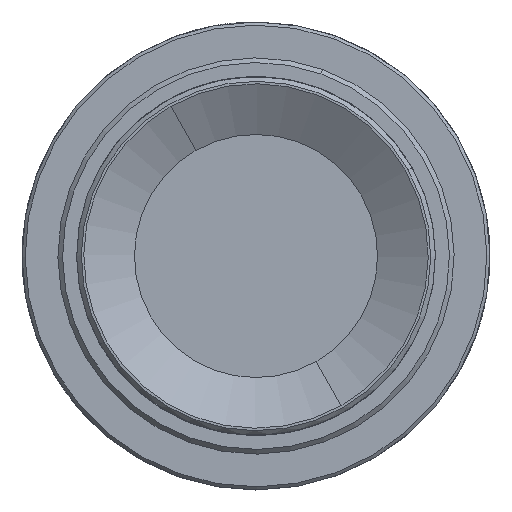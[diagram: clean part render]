
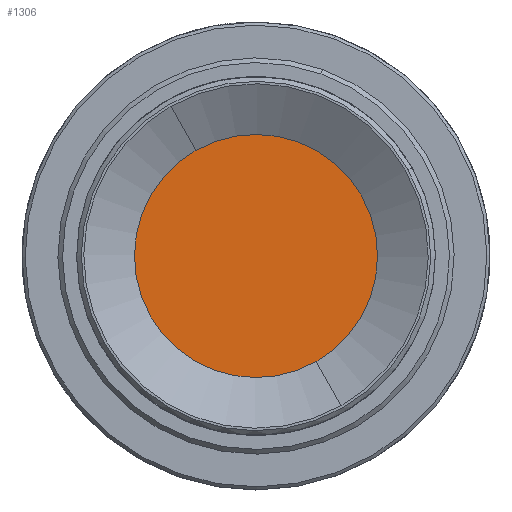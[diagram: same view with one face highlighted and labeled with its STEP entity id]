
A CAD part, left-side view. The second image highlights one B-rep face of the part: STEP entity #1306.
In plain terms, the highlighted planar face has unit normal (-1, 0, 0).
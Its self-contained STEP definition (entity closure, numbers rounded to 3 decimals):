
#65 = EDGE_LOOP ( 'NONE', ( #1017, #158 ) ) ;
#158 = ORIENTED_EDGE ( 'NONE', *, *, #835, .F. ) ;
#213 = CARTESIAN_POINT ( 'NONE',  ( -117.471, 0., 0. ) ) ;
#239 = AXIS2_PLACEMENT_3D ( 'NONE', #519, #1065, #726 ) ;
#246 = CARTESIAN_POINT ( 'NONE',  ( -117.471, 0., 0. ) ) ;
#451 = CIRCLE ( 'NONE', #992, 7.791 ) ;
#463 = CIRCLE ( 'NONE', #725, 7.791 ) ;
#519 = CARTESIAN_POINT ( 'NONE',  ( -117.471, 0., 0. ) ) ;
#609 = CARTESIAN_POINT ( 'NONE',  ( -117.471, -3.843, -6.777 ) ) ;
#725 = AXIS2_PLACEMENT_3D ( 'NONE', #246, #1133, #1118 ) ;
#726 = DIRECTION ( 'NONE',  ( 0., 0., -1. ) ) ;
#727 = EDGE_CURVE ( 'NONE', #1208, #984, #451, .T. ) ;
#755 = FACE_OUTER_BOUND ( 'NONE', #65, .T. ) ;
#835 = EDGE_CURVE ( 'NONE', #984, #1208, #463, .T. ) ;
#984 = VERTEX_POINT ( 'NONE', #609 ) ;
#989 = DIRECTION ( 'NONE',  ( 0., 0., -1. ) ) ;
#992 = AXIS2_PLACEMENT_3D ( 'NONE', #213, #1331, #989 ) ;
#1017 = ORIENTED_EDGE ( 'NONE', *, *, #727, .F. ) ;
#1065 = DIRECTION ( 'NONE',  ( 1., 0., 0. ) ) ;
#1069 = PLANE ( 'NONE',  #239 ) ;
#1118 = DIRECTION ( 'NONE',  ( 0., 0., -1. ) ) ;
#1133 = DIRECTION ( 'NONE',  ( 1., 0., 0. ) ) ;
#1208 = VERTEX_POINT ( 'NONE', #1412 ) ;
#1306 = ADVANCED_FACE ( 'NONE', ( #755 ), #1069, .F. ) ;
#1331 = DIRECTION ( 'NONE',  ( 1., 0., 0. ) ) ;
#1412 = CARTESIAN_POINT ( 'NONE',  ( -117.471, 3.843, 6.777 ) ) ;
